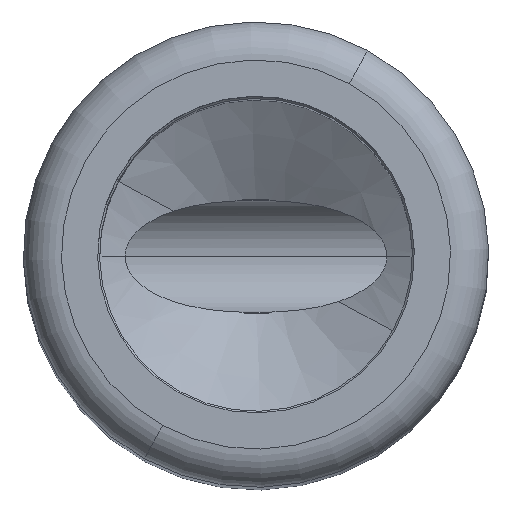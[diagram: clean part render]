
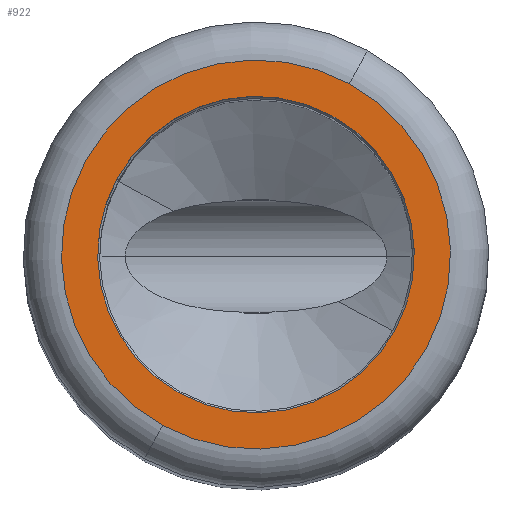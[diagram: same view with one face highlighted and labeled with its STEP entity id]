
A CAD part, top view. The second image highlights one B-rep face of the part: STEP entity #922.
In plain terms, the highlighted planar face has unit normal (0, 0, 1).
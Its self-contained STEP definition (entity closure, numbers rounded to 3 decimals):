
#740=AXIS2_PLACEMENT_3D('Circle Axis2P3D',#738,#739,$) ;
#766=AXIS2_PLACEMENT_3D('Circle Axis2P3D',#764,#765,$) ;
#811=AXIS2_PLACEMENT_3D('Circle Axis2P3D',#809,#810,$) ;
#828=AXIS2_PLACEMENT_3D('Circle Axis2P3D',#826,#827,$) ;
#912=AXIS2_PLACEMENT_3D('Plane Axis2P3D',#909,#910,#911) ;
#735=CARTESIAN_POINT('Vertex',(4.045,4.871,45.05)) ;
#738=CARTESIAN_POINT('Axis2P3D Location',(3.05,3.05,45.05)) ;
#742=CARTESIAN_POINT('Vertex',(2.055,1.229,45.05)) ;
#764=CARTESIAN_POINT('Axis2P3D Location',(3.05,3.05,45.05)) ;
#790=CARTESIAN_POINT('Vertex',(4.273,5.288,45.05)) ;
#806=CARTESIAN_POINT('Vertex',(1.827,0.812,45.05)) ;
#809=CARTESIAN_POINT('Axis2P3D Location',(3.05,3.05,45.05)) ;
#826=CARTESIAN_POINT('Axis2P3D Location',(3.05,3.05,45.05)) ;
#909=CARTESIAN_POINT('Axis2P3D Location',(3.05,0.5,45.05)) ;
#739=DIRECTION('Axis2P3D Direction',(0.,0.,-1.)) ;
#765=DIRECTION('Axis2P3D Direction',(0.,0.,-1.)) ;
#810=DIRECTION('Axis2P3D Direction',(0.,0.,-1.)) ;
#827=DIRECTION('Axis2P3D Direction',(0.,0.,-1.)) ;
#910=DIRECTION('Axis2P3D Direction',(0.,0.,-1.)) ;
#911=DIRECTION('Axis2P3D XDirection',(1.,0.,0.)) ;
#915=ORIENTED_EDGE('',*,*,#813,.F.) ;
#916=ORIENTED_EDGE('',*,*,#830,.F.) ;
#919=ORIENTED_EDGE('',*,*,#768,.T.) ;
#920=ORIENTED_EDGE('',*,*,#744,.T.) ;
#921=FACE_BOUND('',#918,.T.) ;
#922=ADVANCED_FACE('HUELSE',(#917,#921),#913,.F.) ;
#741=CIRCLE('generated circle',#740,2.075) ;
#767=CIRCLE('generated circle',#766,2.075) ;
#812=CIRCLE('generated circle',#811,2.55) ;
#829=CIRCLE('generated circle',#828,2.55) ;
#744=EDGE_CURVE('',#743,#736,#741,.T.) ;
#768=EDGE_CURVE('',#736,#743,#767,.T.) ;
#813=EDGE_CURVE('',#807,#791,#812,.T.) ;
#830=EDGE_CURVE('',#791,#807,#829,.T.) ;
#914=EDGE_LOOP('',(#915,#916)) ;
#918=EDGE_LOOP('',(#919,#920)) ;
#917=FACE_OUTER_BOUND('',#914,.T.) ;
#913=PLANE('',#912) ;
#736=VERTEX_POINT('',#735) ;
#743=VERTEX_POINT('',#742) ;
#791=VERTEX_POINT('',#790) ;
#807=VERTEX_POINT('',#806) ;
